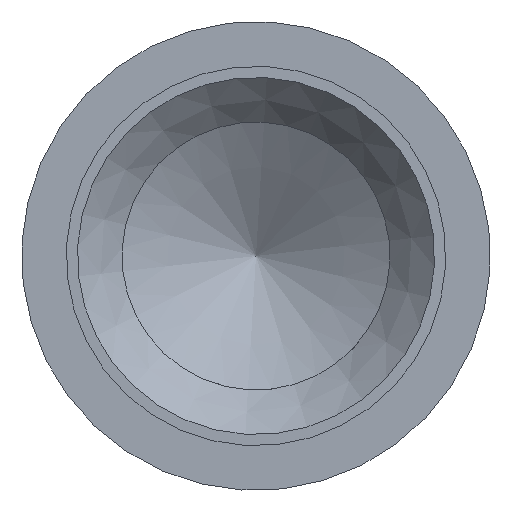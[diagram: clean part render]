
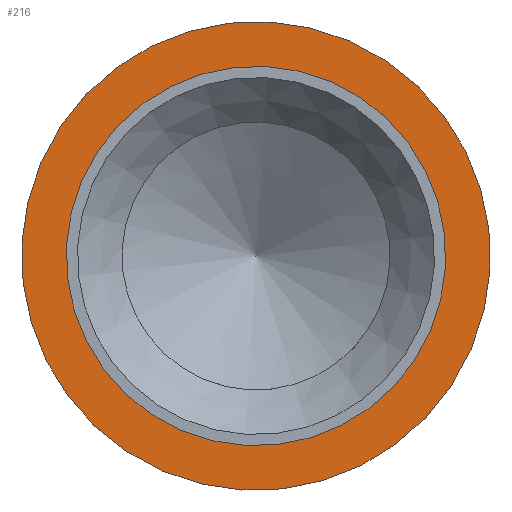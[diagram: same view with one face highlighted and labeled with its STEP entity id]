
A CAD part, left-side view. The second image highlights one B-rep face of the part: STEP entity #216.
In plain terms, the highlighted planar face has unit normal (-1, 0, 0).
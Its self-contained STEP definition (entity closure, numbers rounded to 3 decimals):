
#110=PLANE('',#574);
#216=ADVANCED_FACE('',(#263,#264),#110,.T.);
#263=FACE_BOUND('',#293,.T.);
#264=FACE_BOUND('',#294,.T.);
#293=EDGE_LOOP('',(#349));
#294=EDGE_LOOP('',(#350));
#349=ORIENTED_EDGE('',*,*,#482,.T.);
#350=ORIENTED_EDGE('',*,*,#483,.F.);
#440=VERTEX_POINT('',#829);
#441=VERTEX_POINT('',#832);
#482=EDGE_CURVE('',#440,#440,#538,.T.);
#483=EDGE_CURVE('',#441,#441,#539,.T.);
#538=CIRCLE('',#562,0.75);
#539=CIRCLE('',#564,1.05);
#562=AXIS2_PLACEMENT_3D('',#828,#618,#619);
#564=AXIS2_PLACEMENT_3D('',#831,#622,#623);
#574=AXIS2_PLACEMENT_3D('',#886,#646,#647);
#618=DIRECTION('',(1.,0.,0.));
#619=DIRECTION('',(0.,0.285,0.959));
#622=DIRECTION('',(1.,0.,0.));
#623=DIRECTION('',(0.,0.285,0.959));
#646=DIRECTION('',(-1.,0.,0.));
#647=DIRECTION('',(0.,0.285,0.959));
#828=CARTESIAN_POINT('',(-2.6,0.,13.3));
#829=CARTESIAN_POINT('',(-2.6,0.214,14.019));
#831=CARTESIAN_POINT('',(-2.6,0.,13.3));
#832=CARTESIAN_POINT('',(-2.6,0.299,14.306));
#886=CARTESIAN_POINT('',(-2.6,0.299,14.306));
